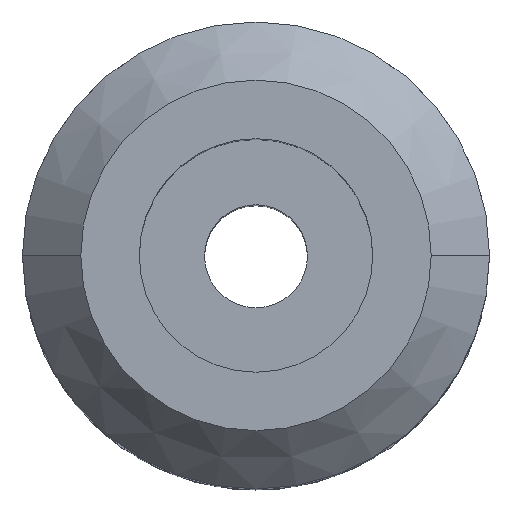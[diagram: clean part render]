
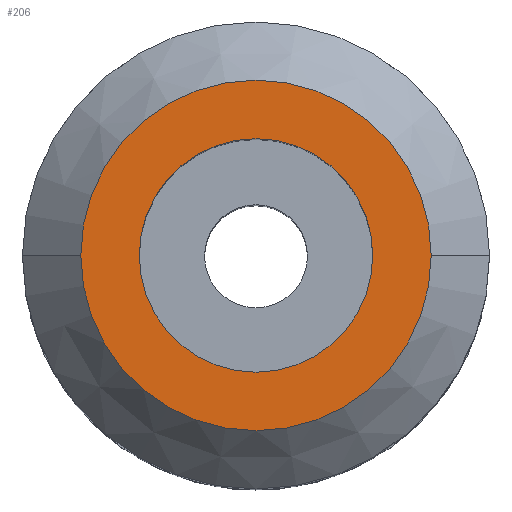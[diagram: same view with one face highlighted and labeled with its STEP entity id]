
A CAD part, top view. The second image highlights one B-rep face of the part: STEP entity #206.
In plain terms, the highlighted planar face has unit normal (0, 0, 1).
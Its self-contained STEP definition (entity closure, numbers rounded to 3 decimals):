
#2 = DIRECTION ( 'NONE',  ( 1., 0., 0. ) ) ;
#25 = VERTEX_POINT ( 'NONE', #1039 ) ;
#56 = CIRCLE ( 'NONE', #1000, 23.825 ) ;
#70 = CIRCLE ( 'NONE', #243, 15.875 ) ;
#123 = EDGE_LOOP ( 'NONE', ( #518, #300 ) ) ;
#189 = CARTESIAN_POINT ( 'NONE',  ( 0., 0., 116.84 ) ) ;
#202 = EDGE_CURVE ( 'NONE', #236, #234, #1081, .T. ) ;
#206 = ADVANCED_FACE ( 'NONE', ( #760, #689 ), #1230, .F. ) ;
#234 = VERTEX_POINT ( 'NONE', #1269 ) ;
#236 = VERTEX_POINT ( 'NONE', #305 ) ;
#243 = AXIS2_PLACEMENT_3D ( 'NONE', #978, #1101, #626 ) ;
#300 = ORIENTED_EDGE ( 'NONE', *, *, #1416, .T. ) ;
#301 = DIRECTION ( 'NONE',  ( -1., 0., 0. ) ) ;
#305 = CARTESIAN_POINT ( 'NONE',  ( 15.875, 0., 116.84 ) ) ;
#313 = EDGE_CURVE ( 'NONE', #25, #1144, #56, .T. ) ;
#394 = EDGE_CURVE ( 'NONE', #234, #236, #70, .T. ) ;
#429 = AXIS2_PLACEMENT_3D ( 'NONE', #1125, #656, #892 ) ;
#438 = ORIENTED_EDGE ( 'NONE', *, *, #394, .T. ) ;
#511 = CIRCLE ( 'NONE', #1099, 23.825 ) ;
#518 = ORIENTED_EDGE ( 'NONE', *, *, #313, .T. ) ;
#548 = CARTESIAN_POINT ( 'NONE',  ( 23.825, 0., 116.84 ) ) ;
#588 = CARTESIAN_POINT ( 'NONE',  ( 0., 0., 116.84 ) ) ;
#626 = DIRECTION ( 'NONE',  ( -1., 0., 0. ) ) ;
#656 = DIRECTION ( 'NONE',  ( 0., 0., -1. ) ) ;
#676 = CARTESIAN_POINT ( 'NONE',  ( 0., 0., 116.84 ) ) ;
#689 = FACE_OUTER_BOUND ( 'NONE', #123, .T. ) ;
#747 = AXIS2_PLACEMENT_3D ( 'NONE', #189, #886, #301 ) ;
#760 = FACE_BOUND ( 'NONE', #1066, .T. ) ;
#886 = DIRECTION ( 'NONE',  ( 0., 0., -1. ) ) ;
#892 = DIRECTION ( 'NONE',  ( -1., 0., 0. ) ) ;
#927 = ORIENTED_EDGE ( 'NONE', *, *, #202, .T. ) ;
#978 = CARTESIAN_POINT ( 'NONE',  ( 0., 0., 116.84 ) ) ;
#1000 = AXIS2_PLACEMENT_3D ( 'NONE', #676, #1172, #1156 ) ;
#1039 = CARTESIAN_POINT ( 'NONE',  ( -23.825, 0., 116.84 ) ) ;
#1066 = EDGE_LOOP ( 'NONE', ( #438, #927 ) ) ;
#1081 = CIRCLE ( 'NONE', #747, 15.875 ) ;
#1099 = AXIS2_PLACEMENT_3D ( 'NONE', #588, #1414, #2 ) ;
#1101 = DIRECTION ( 'NONE',  ( 0., 0., -1. ) ) ;
#1125 = CARTESIAN_POINT ( 'NONE',  ( 0., 23.825, 116.84 ) ) ;
#1144 = VERTEX_POINT ( 'NONE', #548 ) ;
#1156 = DIRECTION ( 'NONE',  ( 1., 0., 0. ) ) ;
#1172 = DIRECTION ( 'NONE',  ( 0., 0., 1. ) ) ;
#1230 = PLANE ( 'NONE',  #429 ) ;
#1269 = CARTESIAN_POINT ( 'NONE',  ( -15.875, 0., 116.84 ) ) ;
#1414 = DIRECTION ( 'NONE',  ( 0., 0., 1. ) ) ;
#1416 = EDGE_CURVE ( 'NONE', #1144, #25, #511, .T. ) ;
